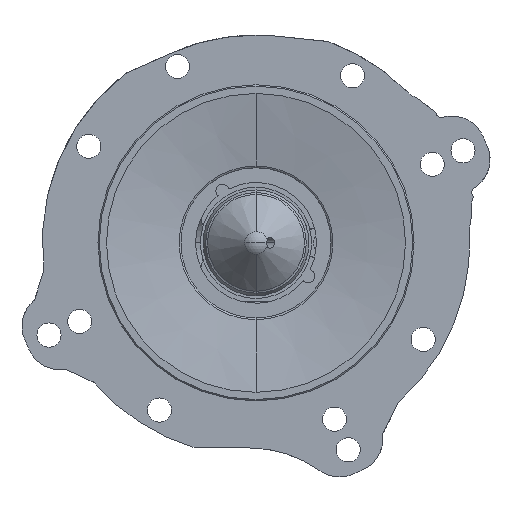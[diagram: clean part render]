
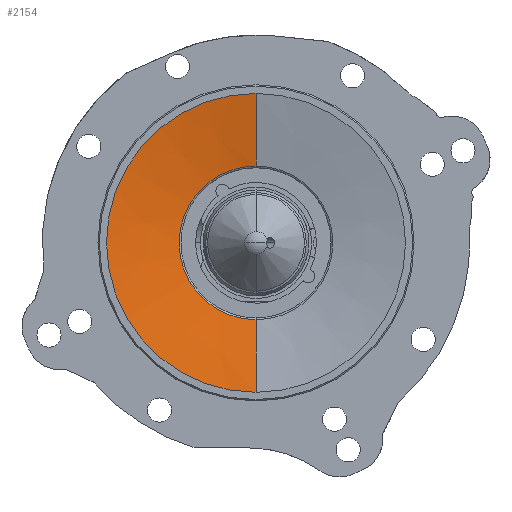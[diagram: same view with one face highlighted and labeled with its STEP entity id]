
A CAD part, front view. The second image highlights one B-rep face of the part: STEP entity #2154.
In plain terms, the highlighted conical face has half-angle 79.5 degrees and reference radius 56 mm.
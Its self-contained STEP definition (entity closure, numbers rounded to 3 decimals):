
#2154 = ADVANCED_FACE ( 'NONE', ( #3723 ), #3718, .F. ) ;
#3718 = CONICAL_SURFACE ( 'NONE', #24012, 56., 1.388 ) ;
#3723 = FACE_OUTER_BOUND ( 'NONE', #14848, .T. ) ;
#11235 = EDGE_CURVE ( 'NONE', #37875, #37878, #35807, .T. ) ;
#11239 = EDGE_CURVE ( 'NONE', #37880, #37875, #35805, .T. ) ;
#11240 = EDGE_CURVE ( 'NONE', #37881, #37880, #35833, .T. ) ;
#11241 = EDGE_CURVE ( 'NONE', #37881, #37878, #35811, .T. ) ;
#13245 = ORIENTED_EDGE ( 'NONE', *, *, #11241, .F. ) ;
#13433 = ORIENTED_EDGE ( 'NONE', *, *, #11240, .T. ) ;
#13775 = ORIENTED_EDGE ( 'NONE', *, *, #11239, .T. ) ;
#13813 = ORIENTED_EDGE ( 'NONE', *, *, #11235, .T. ) ;
#14848 = EDGE_LOOP ( 'NONE', ( #13433, #13775, #13813, #13245 ) ) ;
#19989 = DIRECTION ( 'NONE',  ( 0., 1., 0. ) ) ;
#19990 = DIRECTION ( 'NONE',  ( 0., -0.182, 0.983 ) ) ;
#19993 = DIRECTION ( 'NONE',  ( 0., 0., 1. ) ) ;
#20028 = CARTESIAN_POINT ( 'NONE',  ( 0., 13.986, -56. ) ) ;
#20029 = DIRECTION ( 'NONE',  ( 0., -0.182, -0.983 ) ) ;
#20030 = CARTESIAN_POINT ( 'NONE',  ( 0., 13.744, 0. ) ) ;
#20055 = DIRECTION ( 'NONE',  ( 0., 0., -1. ) ) ;
#20056 = DIRECTION ( 'NONE',  ( 0., -1., 0. ) ) ;
#20057 = CARTESIAN_POINT ( 'NONE',  ( 0., 3.7, 0. ) ) ;
#20058 = CARTESIAN_POINT ( 'NONE',  ( 0., 13.986, 56. ) ) ;
#24012 = AXIS2_PLACEMENT_3D ( 'NONE', #28880, #28902, #28904 ) ;
#25750 = AXIS2_PLACEMENT_3D ( 'NONE', #20057, #20056, #20055 ) ;
#25757 = AXIS2_PLACEMENT_3D ( 'NONE', #20030, #19989, #19993 ) ;
#28880 = CARTESIAN_POINT ( 'NONE',  ( 0., 13.986, 0. ) ) ;
#28902 = DIRECTION ( 'NONE',  ( 0., -1., 0. ) ) ;
#28904 = DIRECTION ( 'NONE',  ( 0., 0., -1. ) ) ;
#35804 = VECTOR ( 'NONE', #19990, 1000. ) ;
#35805 = LINE ( 'NONE', #20058, #35804 ) ;
#35807 = CIRCLE ( 'NONE', #25750, 111.5 ) ;
#35808 = VECTOR ( 'NONE', #20029, 1000. ) ;
#35811 = LINE ( 'NONE', #20028, #35808 ) ;
#35833 = CIRCLE ( 'NONE', #25757, 57.308 ) ;
#37875 = VERTEX_POINT ( 'NONE', #38381 ) ;
#37878 = VERTEX_POINT ( 'NONE', #38379 ) ;
#37880 = VERTEX_POINT ( 'NONE', #38377 ) ;
#37881 = VERTEX_POINT ( 'NONE', #38375 ) ;
#38375 = CARTESIAN_POINT ( 'NONE',  ( 0., 13.744, -57.308 ) ) ;
#38377 = CARTESIAN_POINT ( 'NONE',  ( 0., 13.744, 57.308 ) ) ;
#38379 = CARTESIAN_POINT ( 'NONE',  ( 0., 3.7, -111.5 ) ) ;
#38381 = CARTESIAN_POINT ( 'NONE',  ( 0., 3.7, 111.5 ) ) ;
